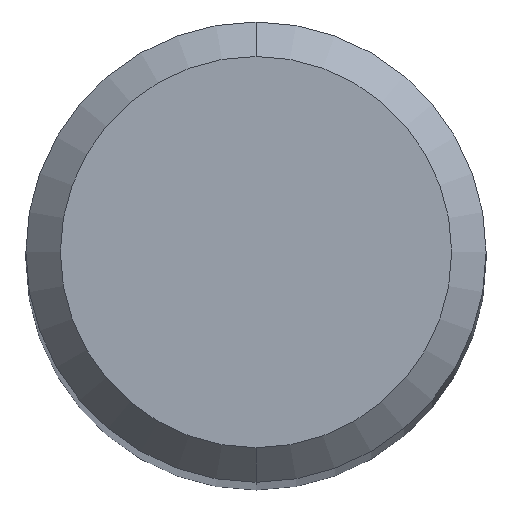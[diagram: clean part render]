
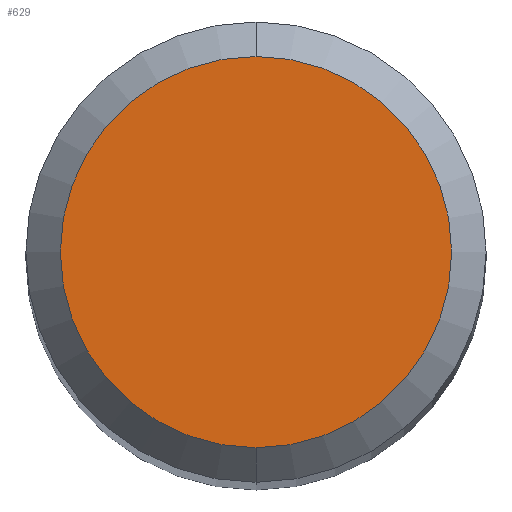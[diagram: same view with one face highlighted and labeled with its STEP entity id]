
A CAD part, top view. The second image highlights one B-rep face of the part: STEP entity #629.
In plain terms, the highlighted planar face has unit normal (0, 0, 1).
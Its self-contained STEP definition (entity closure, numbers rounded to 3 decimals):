
#629=ADVANCED_FACE('',(#1471),#1472,.T.);
#869=EDGE_CURVE('',#973,#1177,#1731,.T.);
#973=VERTEX_POINT('',#1850);
#1177=VERTEX_POINT('',#2072);
#1235=EDGE_CURVE('',#1177,#973,#2134,.T.);
#1471=FACE_OUTER_BOUND('',#2995,.T.);
#1472=PLANE('',#2996);
#1731=CIRCLE('',#4050,1.7);
#1850=CARTESIAN_POINT('',(0.,-1.7,0.0));
#2072=CARTESIAN_POINT('',(0.0,1.7,0.0));
#2134=CIRCLE('',#5683,1.7);
#2995=EDGE_LOOP('',(#5933,#5934));
#2996=AXIS2_PLACEMENT_3D('',#5935,#5936,#5937);
#4050=AXIS2_PLACEMENT_3D('',#6166,#6167,#6168);
#5683=AXIS2_PLACEMENT_3D('',#6672,#6673,#6674);
#5933=ORIENTED_EDGE('',*,*,#1235,.F.);
#5934=ORIENTED_EDGE('',*,*,#869,.F.);
#5935=CARTESIAN_POINT('',(0.0,0.85,0.0));
#5936=DIRECTION('',(-0.0,0.0,1.0));
#5937=DIRECTION('',(0.0,-1.0,0.0));
#6166=CARTESIAN_POINT('',(0.0,0.0,0.0));
#6167=DIRECTION('',(0.0,0.0,-1.0));
#6168=DIRECTION('',(0.0,1.0,0.0));
#6672=CARTESIAN_POINT('',(0.0,0.0,0.0));
#6673=DIRECTION('',(0.0,0.0,-1.0));
#6674=DIRECTION('',(0.0,1.0,0.0));
